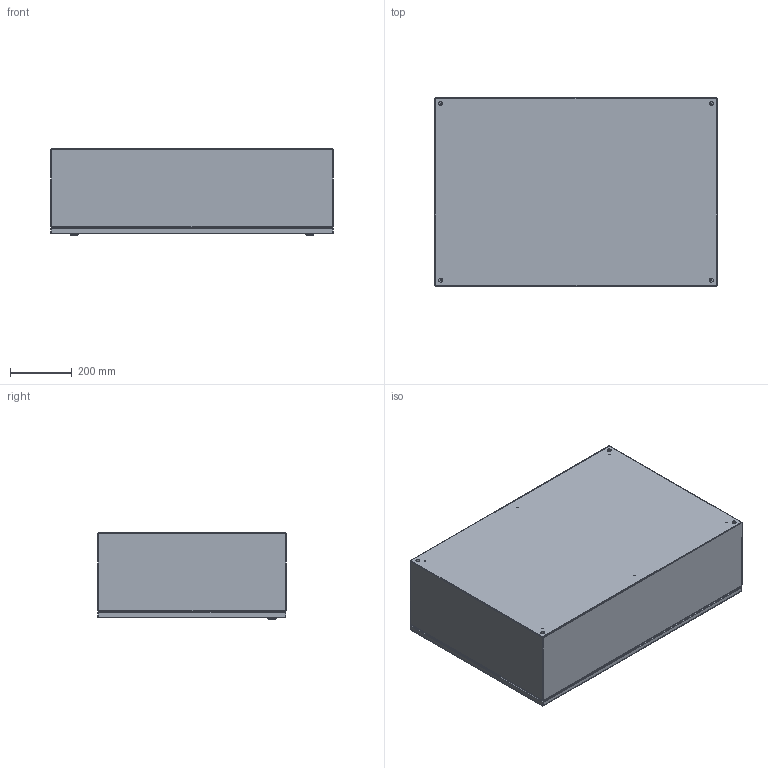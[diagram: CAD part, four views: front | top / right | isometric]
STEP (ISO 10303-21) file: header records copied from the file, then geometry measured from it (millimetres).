
FILE_DESCRIPTION (( 'STEP AP214' ), '1' );
FILE_NAME ('EN4SD362410LG.STEP', '2019-11-11T12:25:28', ( '' ), ( '' ), 'SwSTEP 2.0', 'SolidWorks 2019', '' );
FILE_SCHEMA (( 'AUTOMOTIVE_DESIGN' ));
Length unit declared in the file: inch
Products named in the file (1): EN4SD362410LG
Bounding box: 914.4 x 609.6 x 279.32 mm (x, y, z)
Volume: 3999485 mm3; surface area: 4420441.3 mm2
Topology: 33 solids, 34 shells, 917 faces, 2145 edges, 1326 vertices
Faces by surface type: plane 430, cylinder 307, bspline 122, torus 36, cone 22
Entity records: 42764 total; most frequent: CARTESIAN_POINT 9901, ORIENTED_EDGE 4250, DIRECTION 4221, EDGE_CURVE 2125, AXIS2_PLACEMENT_3D 1502, VERTEX_POINT 1326, LINE 1217, VECTOR 1217
